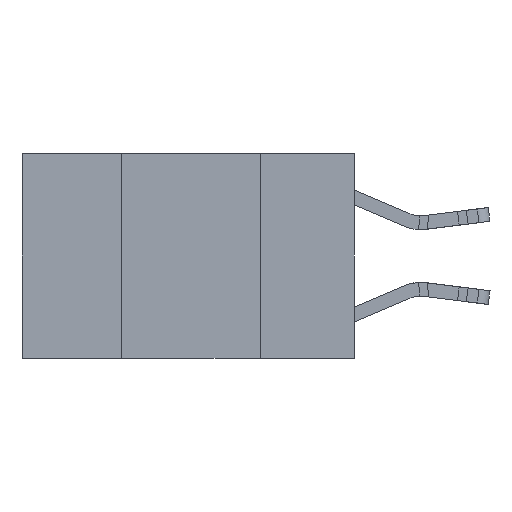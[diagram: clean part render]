
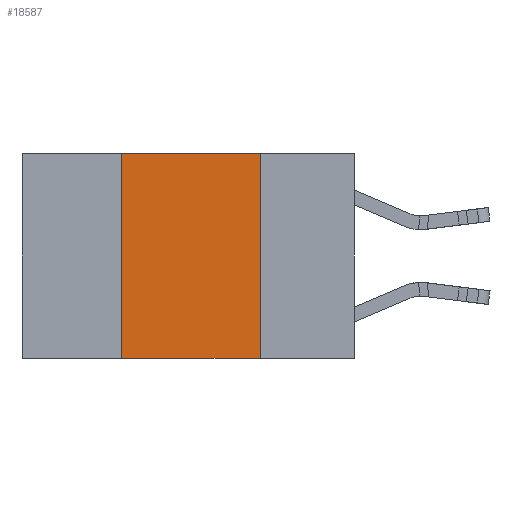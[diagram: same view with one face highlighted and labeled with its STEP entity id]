
A CAD part, left-side view. The second image highlights one B-rep face of the part: STEP entity #18587.
In plain terms, the highlighted planar face has unit normal (-1, 0, 0).
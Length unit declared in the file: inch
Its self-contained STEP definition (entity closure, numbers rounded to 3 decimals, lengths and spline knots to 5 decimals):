
#1897 = VERTEX_POINT ( 'NONE', #14844 ) ;
#2311 = LINE ( 'NONE', #9377, #7283 ) ;
#3298 = DIRECTION ( 'NONE',  ( 0., 0., -1. ) ) ;
#3610 = CARTESIAN_POINT ( 'NONE',  ( 0., 0.17, 0. ) ) ;
#4379 = EDGE_CURVE ( 'NONE', #19682, #9104, #2311, .T. ) ;
#4616 = EDGE_CURVE ( 'NONE', #9104, #1897, #13366, .T. ) ;
#4793 = FACE_OUTER_BOUND ( 'NONE', #14313, .T. ) ;
#7283 = VECTOR ( 'NONE', #24031, 39.37008 ) ;
#7854 = VECTOR ( 'NONE', #12573, 39.37008 ) ;
#9104 = VERTEX_POINT ( 'NONE', #3610 ) ;
#9377 = CARTESIAN_POINT ( 'NONE',  ( 0., 0.6, 0. ) ) ;
#9658 = ORIENTED_EDGE ( 'NONE', *, *, #4616, .F. ) ;
#10143 = CARTESIAN_POINT ( 'NONE',  ( 0., 0.42, 0. ) ) ;
#10411 = ORIENTED_EDGE ( 'NONE', *, *, #28181, .F. ) ;
#11915 = CARTESIAN_POINT ( 'NONE',  ( 0., 0.42, 0. ) ) ;
#12274 = VECTOR ( 'NONE', #25884, 39.37008 ) ;
#12573 = DIRECTION ( 'NONE',  ( 0., 0., 1. ) ) ;
#12774 = DIRECTION ( 'NONE',  ( 0., 0., -1. ) ) ;
#13366 = LINE ( 'NONE', #24967, #19128 ) ;
#13571 = CARTESIAN_POINT ( 'NONE',  ( 0., 0.6, -0.37 ) ) ;
#13803 = LINE ( 'NONE', #13571, #12274 ) ;
#14313 = EDGE_LOOP ( 'NONE', ( #9658, #22684, #10411, #24207 ) ) ;
#14844 = CARTESIAN_POINT ( 'NONE',  ( 0., 0.17, -0.37 ) ) ;
#17959 = DIRECTION ( 'NONE',  ( 1., 0., 0. ) ) ;
#18587 = ADVANCED_FACE ( 'NONE', ( #4793 ), #22803, .F. ) ;
#19128 = VECTOR ( 'NONE', #12774, 39.37008 ) ;
#19682 = VERTEX_POINT ( 'NONE', #11915 ) ;
#20113 = CARTESIAN_POINT ( 'NONE',  ( 0., 0.42, -0.37 ) ) ;
#22512 = VERTEX_POINT ( 'NONE', #20113 ) ;
#22684 = ORIENTED_EDGE ( 'NONE', *, *, #4379, .F. ) ;
#22803 = PLANE ( 'NONE',  #24513 ) ;
#23199 = LINE ( 'NONE', #10143, #7854 ) ;
#24031 = DIRECTION ( 'NONE',  ( 0., -1., 0. ) ) ;
#24207 = ORIENTED_EDGE ( 'NONE', *, *, #24915, .T. ) ;
#24513 = AXIS2_PLACEMENT_3D ( 'NONE', #25246, #17959, #3298 ) ;
#24915 = EDGE_CURVE ( 'NONE', #22512, #1897, #13803, .T. ) ;
#24967 = CARTESIAN_POINT ( 'NONE',  ( 0., 0.17, 0. ) ) ;
#25246 = CARTESIAN_POINT ( 'NONE',  ( 0., 0.6, 0. ) ) ;
#25884 = DIRECTION ( 'NONE',  ( 0., -1., 0. ) ) ;
#28181 = EDGE_CURVE ( 'NONE', #22512, #19682, #23199, .T. ) ;
